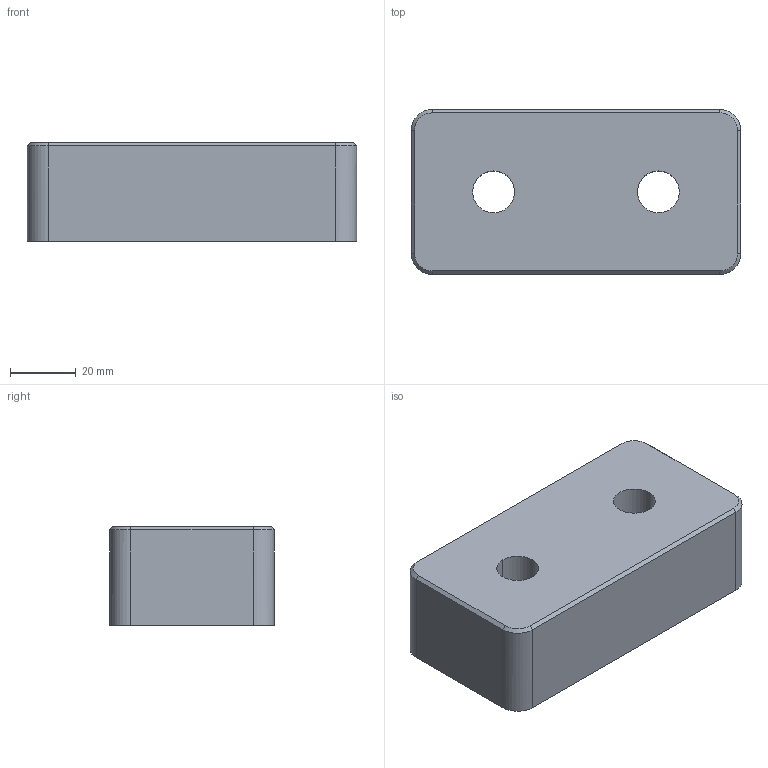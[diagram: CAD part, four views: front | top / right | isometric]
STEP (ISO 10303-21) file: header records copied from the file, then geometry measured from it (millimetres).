
FILE_DESCRIPTION (( 'STEP AP214' ), '1' );
FILE_NAME ('Block.STEP', '2011-01-22T17:19:07', ( 'D' ), ( 'D' ), 'SwSTEP 2.0', 'SolidWorks 2002296', '' );
FILE_SCHEMA (( 'AUTOMOTIVE_DESIGN' ));
Length unit declared in the file: metre
Products named in the file (1): Block
Bounding box: 100 x 50 x 30 mm (x, y, z)
Volume: 141217.5 mm3; surface area: 20320.3 mm2
Topology: 1 solids, 1 shells, 22 faces, 52 edges, 32 vertices
Faces by surface type: plane 10, cylinder 8, bspline 4
Entity records: 1085 total; most frequent: CARTESIAN_POINT 323, ORIENTED_EDGE 104, DIRECTION 94, EDGE_CURVE 52, VERTEX_POINT 32, LINE 32, VECTOR 32, AXIS2_PLACEMENT_3D 31
